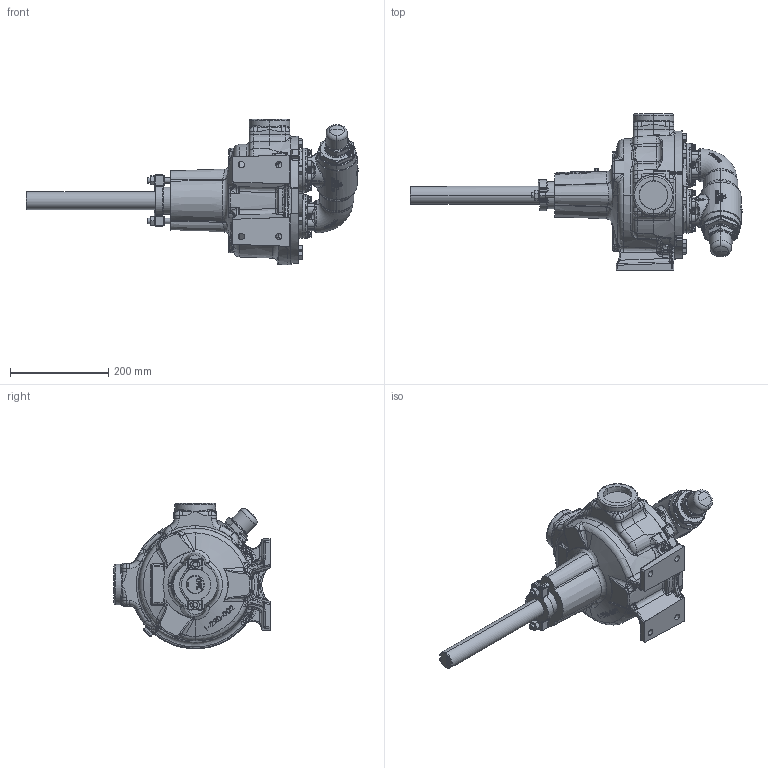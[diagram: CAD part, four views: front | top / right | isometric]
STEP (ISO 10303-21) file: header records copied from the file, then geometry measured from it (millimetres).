
FILE_DESCRIPTION (( 'STEP AP203' ), '1' );
FILE_NAME ('L32_RV.STEP', '2018-11-29T15:29:14', ( '' ), ( '' ), 'SwSTEP 2.0', 'SolidWorks 2017', '' );
FILE_SCHEMA (( 'CONFIG_CONTROL_DESIGN' ));
Length unit declared in the file: inch
Products named in the file (1): L32_RV
Bounding box: 675.44 x 317.92 x 295.95 mm (x, y, z)
Volume: 9807111.9 mm3; surface area: 465544.7 mm2
Topology: 1 solids, 1 shells, 2931 faces, 7444 edges, 4535 vertices
Faces by surface type: plane 950, bspline 907, cylinder 473, cone 288, torus 236, sphere 77
Entity records: 136439 total; most frequent: CARTESIAN_POINT 74161, ORIENTED_EDGE 14684, DIRECTION 10621, EDGE_CURVE 7342, VERTEX_POINT 4535, AXIS2_PLACEMENT_3D 4205, EDGE_LOOP 3089, FACE_OUTER_BOUND 2931
